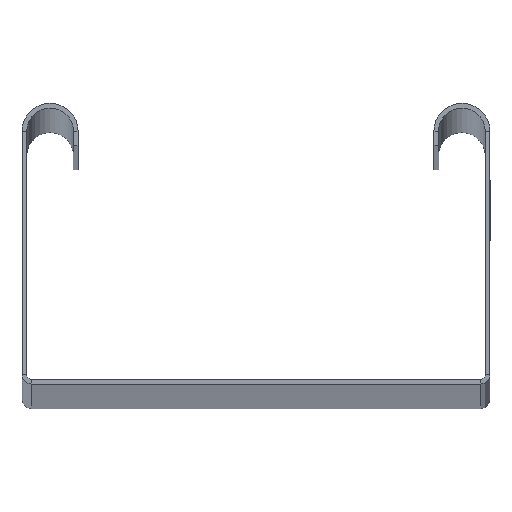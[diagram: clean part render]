
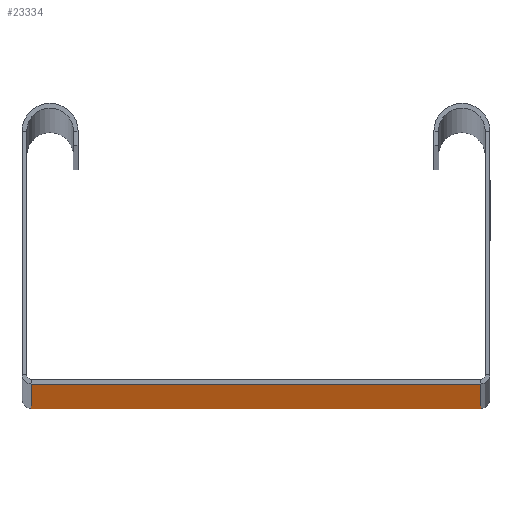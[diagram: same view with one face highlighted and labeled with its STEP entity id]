
A CAD part, top view. The second image highlights one B-rep face of the part: STEP entity #23334.
In plain terms, the highlighted planar face has unit normal (0, -1, 0).
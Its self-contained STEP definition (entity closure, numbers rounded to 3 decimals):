
#98 = EDGE_CURVE ( 'NONE', #27710, #18098, #20491, .T. ) ;
#239 = DIRECTION ( 'NONE',  ( 0., 1., 0. ) ) ;
#1517 = EDGE_CURVE ( 'NONE', #6457, #18098, #27831, .T. ) ;
#2253 = CARTESIAN_POINT ( 'NONE',  ( -48., 0., -1500. ) ) ;
#2866 = CARTESIAN_POINT ( 'NONE',  ( 48., 0., 1500. ) ) ;
#2928 = CARTESIAN_POINT ( 'NONE',  ( -48., 0., 1500. ) ) ;
#3261 = DIRECTION ( 'NONE',  ( 1., 0., 0. ) ) ;
#3414 = VECTOR ( 'NONE', #29991, 1000. ) ;
#3970 = DIRECTION ( 'NONE',  ( 1., 0., 0. ) ) ;
#4187 = LINE ( 'NONE', #15203, #3414 ) ;
#5096 = PLANE ( 'NONE',  #12320 ) ;
#5303 = EDGE_LOOP ( 'NONE', ( #22151, #24514, #28392, #10733 ) ) ;
#6457 = VERTEX_POINT ( 'NONE', #2253 ) ;
#6595 = VECTOR ( 'NONE', #7719, 1000. ) ;
#7719 = DIRECTION ( 'NONE',  ( 0., 0., -1. ) ) ;
#8113 = VECTOR ( 'NONE', #3970, 1000. ) ;
#10693 = CARTESIAN_POINT ( 'NONE',  ( -50., 0., 1500. ) ) ;
#10733 = ORIENTED_EDGE ( 'NONE', *, *, #14204, .T. ) ;
#12320 = AXIS2_PLACEMENT_3D ( 'NONE', #15044, #239, #17505 ) ;
#12677 = CARTESIAN_POINT ( 'NONE',  ( 48., 0., 1500. ) ) ;
#13241 = VERTEX_POINT ( 'NONE', #2928 ) ;
#13577 = VECTOR ( 'NONE', #3261, 1000. ) ;
#14204 = EDGE_CURVE ( 'NONE', #13241, #6457, #4187, .T. ) ;
#15044 = CARTESIAN_POINT ( 'NONE',  ( -50., 0., 1500. ) ) ;
#15203 = CARTESIAN_POINT ( 'NONE',  ( -48., 0., 1500. ) ) ;
#17505 = DIRECTION ( 'NONE',  ( -1., 0., 0. ) ) ;
#18098 = VERTEX_POINT ( 'NONE', #29920 ) ;
#20491 = LINE ( 'NONE', #12677, #6595 ) ;
#22151 = ORIENTED_EDGE ( 'NONE', *, *, #1517, .T. ) ;
#23334 = ADVANCED_FACE ( 'NONE', ( #29210 ), #5096, .F. ) ;
#23717 = CARTESIAN_POINT ( 'NONE',  ( -50., 0., -1500. ) ) ;
#24514 = ORIENTED_EDGE ( 'NONE', *, *, #98, .F. ) ;
#25144 = EDGE_CURVE ( 'NONE', #13241, #27710, #25913, .T. ) ;
#25913 = LINE ( 'NONE', #10693, #13577 ) ;
#27710 = VERTEX_POINT ( 'NONE', #2866 ) ;
#27831 = LINE ( 'NONE', #23717, #8113 ) ;
#28392 = ORIENTED_EDGE ( 'NONE', *, *, #25144, .F. ) ;
#29210 = FACE_OUTER_BOUND ( 'NONE', #5303, .T. ) ;
#29920 = CARTESIAN_POINT ( 'NONE',  ( 48., 0., -1500. ) ) ;
#29991 = DIRECTION ( 'NONE',  ( 0., 0., -1. ) ) ;
